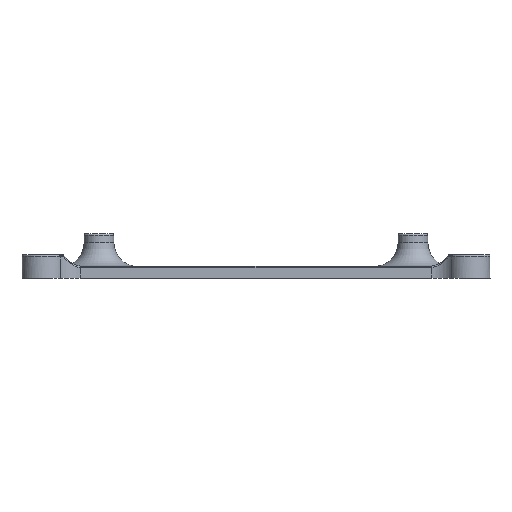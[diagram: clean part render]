
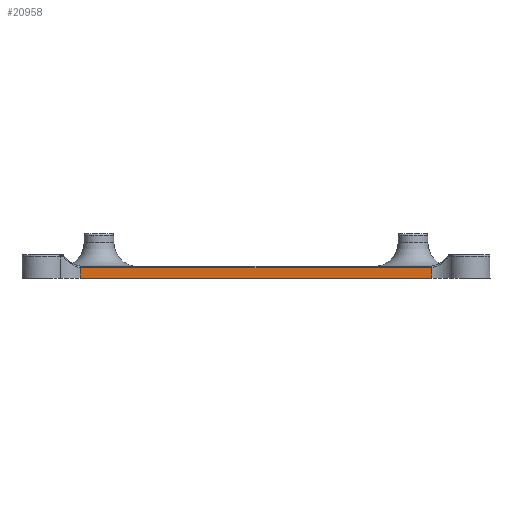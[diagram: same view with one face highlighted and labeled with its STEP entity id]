
A CAD part, front view. The second image highlights one B-rep face of the part: STEP entity #20958.
In plain terms, the highlighted planar face has unit normal (0, -1, 0).
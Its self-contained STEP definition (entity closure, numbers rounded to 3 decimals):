
#1713=LINE('',#49644,#3297);
#1736=LINE('',#50173,#3320);
#1737=LINE('',#50177,#3321);
#1738=LINE('',#50178,#3322);
#3297=VECTOR('',#24189,10.);
#3320=VECTOR('',#24388,10.);
#3321=VECTOR('',#24393,10.);
#3322=VECTOR('',#24394,10.);
#3734=PLANE('',#21589);
#4863=FACE_OUTER_BOUND('',#6092,.T.);
#6092=EDGE_LOOP('',(#19024,#19025,#19026,#19027,#19028,#19029));
#7647=B_SPLINE_CURVE_WITH_KNOTS('',3,(#49637,#49638,#49639,#49640),
 .UNSPECIFIED.,.F.,.F.,(4,4),(0.,0.062),
 .UNSPECIFIED.);
#7648=B_SPLINE_CURVE_WITH_KNOTS('',3,(#49666,#49667,#49668,#49669),
 .UNSPECIFIED.,.F.,.F.,(4,4),(-0.062,0.),.UNSPECIFIED.);
#9674=VERTEX_POINT('',#49596);
#9676=VERTEX_POINT('',#49631);
#9677=VERTEX_POINT('',#49642);
#9678=VERTEX_POINT('',#49665);
#9726=VERTEX_POINT('',#50172);
#9727=VERTEX_POINT('',#50176);
#12746=EDGE_CURVE('',#9674,#9676,#7647,.T.);
#12748=EDGE_CURVE('',#9676,#9677,#1713,.T.);
#12749=EDGE_CURVE('',#9677,#9678,#7648,.T.);
#12843=EDGE_CURVE('',#9678,#9726,#1736,.T.);
#12845=EDGE_CURVE('',#9727,#9674,#1737,.T.);
#12846=EDGE_CURVE('',#9727,#9726,#1738,.T.);
#19024=ORIENTED_EDGE('',*,*,#12746,.F.);
#19025=ORIENTED_EDGE('',*,*,#12845,.F.);
#19026=ORIENTED_EDGE('',*,*,#12846,.T.);
#19027=ORIENTED_EDGE('',*,*,#12843,.F.);
#19028=ORIENTED_EDGE('',*,*,#12749,.F.);
#19029=ORIENTED_EDGE('',*,*,#12748,.F.);
#20958=ADVANCED_FACE('',(#4863),#3734,.T.);
#21589=AXIS2_PLACEMENT_3D('',#50175,#24391,#24392);
#24189=DIRECTION('',(1.,0.,0.));
#24388=DIRECTION('',(0.,0.,-1.));
#24391=DIRECTION('center_axis',(0.,-1.,0.));
#24392=DIRECTION('ref_axis',(1.,0.,0.));
#24393=DIRECTION('',(0.,0.,1.));
#24394=DIRECTION('',(1.,0.,0.));
#49596=CARTESIAN_POINT('',(-29.656,-36.,1.795));
#49631=CARTESIAN_POINT('',(-29.04,-36.,1.75));
#49637=CARTESIAN_POINT('Ctrl Pts',(-29.656,-36.,1.795));
#49638=CARTESIAN_POINT('Ctrl Pts',(-29.452,-36.,1.765));
#49639=CARTESIAN_POINT('Ctrl Pts',(-29.246,-36.,1.75));
#49640=CARTESIAN_POINT('Ctrl Pts',(-29.04,-36.,1.75));
#49642=CARTESIAN_POINT('',(29.04,-36.,1.75));
#49644=CARTESIAN_POINT('',(-16.25,-36.,1.75));
#49665=CARTESIAN_POINT('',(29.656,-36.,1.795));
#49666=CARTESIAN_POINT('Ctrl Pts',(29.04,-36.,1.75));
#49667=CARTESIAN_POINT('Ctrl Pts',(29.246,-36.,1.75));
#49668=CARTESIAN_POINT('Ctrl Pts',(29.452,-36.,1.765));
#49669=CARTESIAN_POINT('Ctrl Pts',(29.656,-36.,1.795));
#50172=CARTESIAN_POINT('',(29.656,-36.,0.));
#50173=CARTESIAN_POINT('',(29.656,-36.,0.));
#50175=CARTESIAN_POINT('Origin',(-32.5,-36.,0.));
#50176=CARTESIAN_POINT('',(-29.656,-36.,0.));
#50177=CARTESIAN_POINT('',(-29.656,-36.,0.));
#50178=CARTESIAN_POINT('',(-32.5,-36.,0.));
